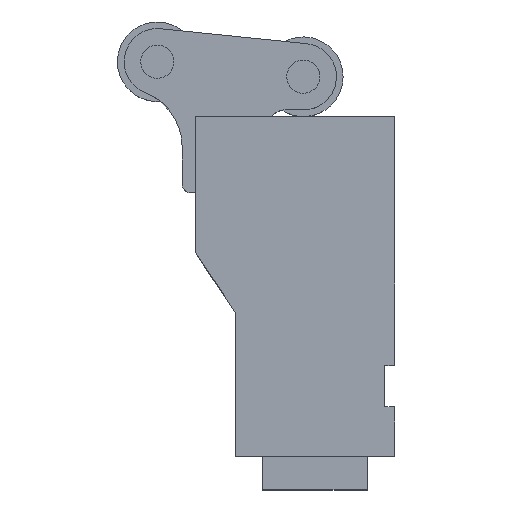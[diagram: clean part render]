
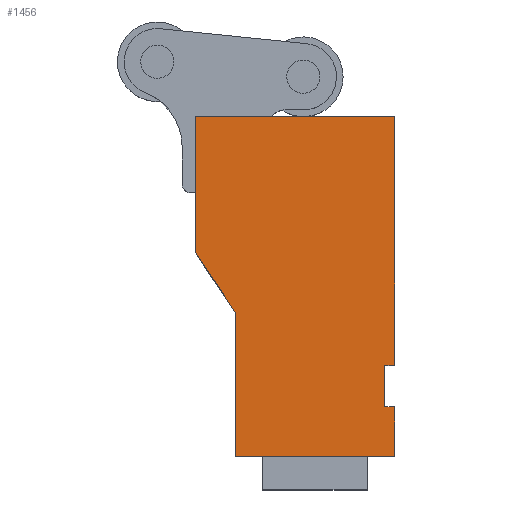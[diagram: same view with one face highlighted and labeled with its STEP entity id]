
A CAD part, top view. The second image highlights one B-rep face of the part: STEP entity #1456.
In plain terms, the highlighted planar face has unit normal (0, 0, 1).
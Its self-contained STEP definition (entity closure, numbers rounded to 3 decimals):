
#162=CARTESIAN_POINT('Vertex',(108.,205.,108.)) ;
#165=CARTESIAN_POINT('Line Origine',(108.,130.,108.)) ;
#169=CARTESIAN_POINT('Vertex',(108.,55.,108.)) ;
#351=CARTESIAN_POINT('Vertex',(-12.,123.,108.)) ;
#365=CARTESIAN_POINT('Vertex',(12.,87.,108.)) ;
#368=CARTESIAN_POINT('Line Origine',(0.,105.,108.)) ;
#980=CARTESIAN_POINT('Vertex',(102.,30.,108.)) ;
#985=CARTESIAN_POINT('Line Origine',(105.,30.,108.)) ;
#989=CARTESIAN_POINT('Vertex',(108.,30.,108.)) ;
#1020=CARTESIAN_POINT('Vertex',(102.,55.,108.)) ;
#1025=CARTESIAN_POINT('Line Origine',(102.,42.5,108.)) ;
#1100=CARTESIAN_POINT('Vertex',(-12.,205.,108.)) ;
#1103=CARTESIAN_POINT('Line Origine',(48.,205.,108.)) ;
#1122=CARTESIAN_POINT('Line Origine',(105.,55.,108.)) ;
#1309=CARTESIAN_POINT('Line Origine',(-12.,164.,108.)) ;
#1354=CARTESIAN_POINT('Vertex',(12.,0.,108.)) ;
#1357=CARTESIAN_POINT('Line Origine',(12.,43.5,108.)) ;
#1377=CARTESIAN_POINT('Line Origine',(108.,15.,108.)) ;
#1381=CARTESIAN_POINT('Vertex',(108.,0.,108.)) ;
#1434=CARTESIAN_POINT('Axis2P3D Location',(108.,0.,108.)) ;
#1439=CARTESIAN_POINT('Line Origine',(60.,0.,108.)) ;
#166=DIRECTION('Vector Direction',(0.,1.,0.)) ;
#369=DIRECTION('Vector Direction',(0.555,-0.832,0.)) ;
#986=DIRECTION('Vector Direction',(1.,0.,0.)) ;
#1026=DIRECTION('Vector Direction',(0.,1.,0.)) ;
#1104=DIRECTION('Vector Direction',(-1.,0.,0.)) ;
#1123=DIRECTION('Vector Direction',(-1.,0.,0.)) ;
#1310=DIRECTION('Vector Direction',(0.,-1.,0.)) ;
#1358=DIRECTION('Vector Direction',(0.,1.,0.)) ;
#1378=DIRECTION('Vector Direction',(0.,1.,0.)) ;
#1435=DIRECTION('Axis2P3D Direction',(0.,-0.,1.)) ;
#1436=DIRECTION('Axis2P3D XDirection',(0.,1.,0.)) ;
#1440=DIRECTION('Vector Direction',(1.,0.,0.)) ;
#1437=AXIS2_PLACEMENT_3D('Plane Axis2P3D',#1434,#1435,#1436) ;
#1445=ORIENTED_EDGE('',*,*,#1313,.T.) ;
#1446=ORIENTED_EDGE('',*,*,#372,.T.) ;
#1447=ORIENTED_EDGE('',*,*,#1361,.F.) ;
#1448=ORIENTED_EDGE('',*,*,#1443,.T.) ;
#1449=ORIENTED_EDGE('',*,*,#1383,.T.) ;
#1450=ORIENTED_EDGE('',*,*,#991,.F.) ;
#1451=ORIENTED_EDGE('',*,*,#1029,.F.) ;
#1452=ORIENTED_EDGE('',*,*,#1126,.F.) ;
#1453=ORIENTED_EDGE('',*,*,#171,.T.) ;
#1454=ORIENTED_EDGE('',*,*,#1107,.T.) ;
#167=VECTOR('Line Direction',#166,1.) ;
#370=VECTOR('Line Direction',#369,1.) ;
#987=VECTOR('Line Direction',#986,1.) ;
#1027=VECTOR('Line Direction',#1026,1.) ;
#1105=VECTOR('Line Direction',#1104,1.) ;
#1124=VECTOR('Line Direction',#1123,1.) ;
#1311=VECTOR('Line Direction',#1310,1.) ;
#1359=VECTOR('Line Direction',#1358,1.) ;
#1379=VECTOR('Line Direction',#1378,1.) ;
#1441=VECTOR('Line Direction',#1440,1.) ;
#1456=ADVANCED_FACE('CU_CPUS-10000-50_0.1\\PartBody',(#1455),#1438,.T.) ;
#171=EDGE_CURVE('',#170,#163,#168,.T.) ;
#372=EDGE_CURVE('',#352,#366,#371,.T.) ;
#991=EDGE_CURVE('',#981,#990,#988,.T.) ;
#1029=EDGE_CURVE('',#1021,#981,#1028,.F.) ;
#1107=EDGE_CURVE('',#163,#1101,#1106,.T.) ;
#1126=EDGE_CURVE('',#170,#1021,#1125,.T.) ;
#1313=EDGE_CURVE('',#1101,#352,#1312,.T.) ;
#1361=EDGE_CURVE('',#1355,#366,#1360,.T.) ;
#1383=EDGE_CURVE('',#1382,#990,#1380,.T.) ;
#1443=EDGE_CURVE('',#1355,#1382,#1442,.T.) ;
#1444=EDGE_LOOP('',(#1445,#1446,#1447,#1448,#1449,#1450,#1451,#1452,#1453,#1454)) ;
#1455=FACE_OUTER_BOUND('',#1444,.T.) ;
#168=LINE('Line',#165,#167) ;
#371=LINE('Line',#368,#370) ;
#988=LINE('Line',#985,#987) ;
#1028=LINE('Line',#1025,#1027) ;
#1106=LINE('Line',#1103,#1105) ;
#1125=LINE('Line',#1122,#1124) ;
#1312=LINE('Line',#1309,#1311) ;
#1360=LINE('Line',#1357,#1359) ;
#1380=LINE('Line',#1377,#1379) ;
#1442=LINE('Line',#1439,#1441) ;
#1438=PLANE('Plane',#1437) ;
#163=VERTEX_POINT('',#162) ;
#170=VERTEX_POINT('',#169) ;
#352=VERTEX_POINT('',#351) ;
#366=VERTEX_POINT('',#365) ;
#981=VERTEX_POINT('',#980) ;
#990=VERTEX_POINT('',#989) ;
#1021=VERTEX_POINT('',#1020) ;
#1101=VERTEX_POINT('',#1100) ;
#1355=VERTEX_POINT('',#1354) ;
#1382=VERTEX_POINT('',#1381) ;
